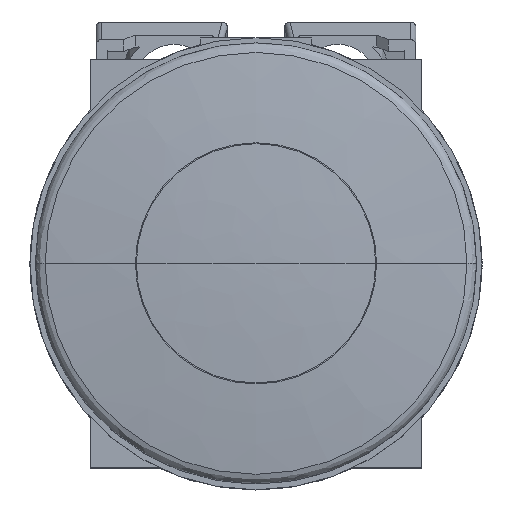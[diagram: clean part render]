
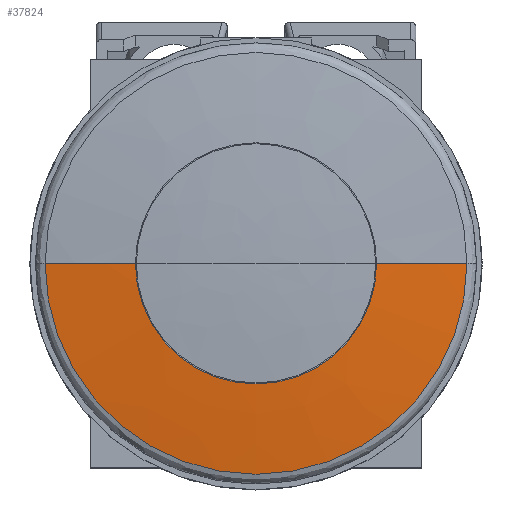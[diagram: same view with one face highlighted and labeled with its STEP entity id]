
A CAD part, top view. The second image highlights one B-rep face of the part: STEP entity #37824.
In plain terms, the highlighted free-form (B-spline) face has degree [3, 3] with [4, 4] control points.
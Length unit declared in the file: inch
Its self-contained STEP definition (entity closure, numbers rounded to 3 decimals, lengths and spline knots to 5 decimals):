
#683 = AXIS2_PLACEMENT_3D ( 'NONE', #44809, #34852, #34201 ) ;
#1616 = CARTESIAN_POINT ( 'NONE',  ( 0.53765, -0.02548, 1.12694 ) ) ;
#2939 = CARTESIAN_POINT ( 'NONE',  ( 0.43014, -1.1023, 1.13778 ) ) ;
#3751 =( BOUNDED_SURFACE ( )  B_SPLINE_SURFACE ( 3, 3, ( 
 ( #49446, #33161, #33817, #11822 ),
 ( #1616, #60308, #27640, #38279 ),
 ( #48686, #2939, #7488, #13433 ),
 ( #62958, #18244, #7707, #8161 ) ),
 .UNSPECIFIED., .F., .F., .F. ) 
 B_SPLINE_SURFACE_WITH_KNOTS ( ( 4, 4 ),
 ( 4, 4 ),
 ( 0., 1. ),
 ( 0., 1. ),
 .UNSPECIFIED. ) 
 GEOMETRIC_REPRESENTATION_ITEM ( )  RATIONAL_B_SPLINE_SURFACE ( (
 ( 1., 0.333, 0.333, 1.),
 ( 1., 0.333, 0.333, 1.),
 ( 1., 0.333, 0.333, 1.),
 ( 1., 0.333, 0.333, 1.) ) ) 
 REPRESENTATION_ITEM ( '' )  SURFACE ( )  );
#4259 = EDGE_CURVE ( 'NONE', #23510, #33821, #28724, .T. ) ;
#5809 = AXIS2_PLACEMENT_3D ( 'NONE', #42962, #28178, #12807 ) ;
#6965 = ORIENTED_EDGE ( 'NONE', *, *, #42295, .T. ) ;
#7488 = CARTESIAN_POINT ( 'NONE',  ( -0.64669, -1.1023, 1.13778 ) ) ;
#7707 = CARTESIAN_POINT ( 'NONE',  ( -0.53892, -0.88676, 1.14567 ) ) ;
#8161 = CARTESIAN_POINT ( 'NONE',  ( -0.53892, -0.02548, 1.14567 ) ) ;
#10409 = AXIS2_PLACEMENT_3D ( 'NONE', #36927, #21970, #42014 ) ;
#11822 = CARTESIAN_POINT ( 'NONE',  ( -0.86137, -0.02548, 1.11316 ) ) ;
#12807 = DIRECTION ( 'NONE',  ( -1., 0., 0. ) ) ;
#13433 = CARTESIAN_POINT ( 'NONE',  ( -0.64669, -0.02548, 1.13778 ) ) ;
#14920 = CARTESIAN_POINT ( 'NONE',  ( -0.10793, -0.02548, -4.74409 ) ) ;
#18244 = CARTESIAN_POINT ( 'NONE',  ( 0.32237, -0.88676, 1.14567 ) ) ;
#19323 = ORIENTED_EDGE ( 'NONE', *, *, #54217, .F. ) ;
#19911 = CIRCLE ( 'NONE', #10409, 0.75309 ) ;
#21970 = DIRECTION ( 'NONE',  ( 0., 0., -1. ) ) ;
#23510 = VERTEX_POINT ( 'NONE', #39838 ) ;
#25284 = CIRCLE ( 'NONE', #36867, 5.90551 ) ;
#25484 = CARTESIAN_POINT ( 'NONE',  ( -0.86137, -0.02548, 1.11316 ) ) ;
#27640 = CARTESIAN_POINT ( 'NONE',  ( -0.7542, -1.31732, 1.12694 ) ) ;
#28178 = DIRECTION ( 'NONE',  ( 0., 0., -1. ) ) ;
#28724 = CIRCLE ( 'NONE', #683, 5.90551 ) ;
#33161 = CARTESIAN_POINT ( 'NONE',  ( 0.64482, -1.53166, 1.11316 ) ) ;
#33817 = CARTESIAN_POINT ( 'NONE',  ( -0.86137, -1.53166, 1.11316 ) ) ;
#33821 = VERTEX_POINT ( 'NONE', #37685 ) ;
#34201 = DIRECTION ( 'NONE',  ( 1., 0., 0. ) ) ;
#34852 = DIRECTION ( 'NONE',  ( 0., -1., 0. ) ) ;
#36867 = AXIS2_PLACEMENT_3D ( 'NONE', #14920, #39539, #59806 ) ;
#36927 = CARTESIAN_POINT ( 'NONE',  ( -0.10827, -0.02548, 1.11316 ) ) ;
#37685 = CARTESIAN_POINT ( 'NONE',  ( 0.32237, -0.02548, 1.14567 ) ) ;
#37824 = ADVANCED_FACE ( 'NONE', ( #61426 ), #3751, .T. ) ;
#38072 = VERTEX_POINT ( 'NONE', #38932 ) ;
#38279 = CARTESIAN_POINT ( 'NONE',  ( -0.7542, -0.02548, 1.12694 ) ) ;
#38932 = CARTESIAN_POINT ( 'NONE',  ( -0.53892, -0.02548, 1.14567 ) ) ;
#39539 = DIRECTION ( 'NONE',  ( 0., 1., 0. ) ) ;
#39789 = ORIENTED_EDGE ( 'NONE', *, *, #60879, .F. ) ;
#39838 = CARTESIAN_POINT ( 'NONE',  ( 0.64482, -0.02548, 1.11316 ) ) ;
#41590 = CIRCLE ( 'NONE', #5809, 0.43064 ) ;
#42014 = DIRECTION ( 'NONE',  ( -1., 0., 0. ) ) ;
#42295 = EDGE_CURVE ( 'NONE', #33821, #38072, #41590, .T. ) ;
#42962 = CARTESIAN_POINT ( 'NONE',  ( -0.10827, -0.02548, 1.14567 ) ) ;
#44809 = CARTESIAN_POINT ( 'NONE',  ( -0.10862, -0.02548, -4.74409 ) ) ;
#47309 = VERTEX_POINT ( 'NONE', #25484 ) ;
#48686 = CARTESIAN_POINT ( 'NONE',  ( 0.43014, -0.02548, 1.13778 ) ) ;
#49446 = CARTESIAN_POINT ( 'NONE',  ( 0.64482, -0.02548, 1.11316 ) ) ;
#53448 = EDGE_LOOP ( 'NONE', ( #39789, #56140, #6965, #19323 ) ) ;
#54217 = EDGE_CURVE ( 'NONE', #47309, #38072, #25284, .T. ) ;
#56140 = ORIENTED_EDGE ( 'NONE', *, *, #4259, .T. ) ;
#59806 = DIRECTION ( 'NONE',  ( -1., 0., 0. ) ) ;
#60308 = CARTESIAN_POINT ( 'NONE',  ( 0.53765, -1.31732, 1.12694 ) ) ;
#60879 = EDGE_CURVE ( 'NONE', #23510, #47309, #19911, .T. ) ;
#61426 = FACE_OUTER_BOUND ( 'NONE', #53448, .T. ) ;
#62958 = CARTESIAN_POINT ( 'NONE',  ( 0.32237, -0.02548, 1.14567 ) ) ;
